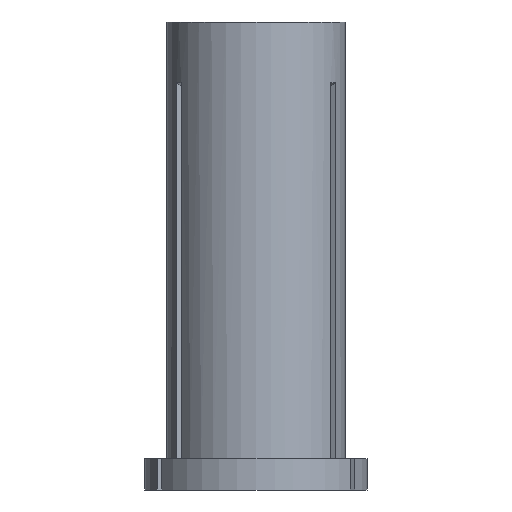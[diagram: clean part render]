
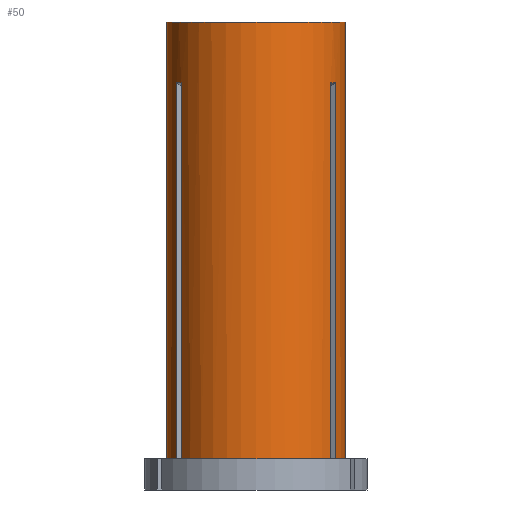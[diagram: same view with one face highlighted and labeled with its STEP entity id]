
A CAD part, front view. The second image highlights one B-rep face of the part: STEP entity #50.
In plain terms, the highlighted cylindrical face has radius 10 mm (diameter 20 mm), a partial arc.
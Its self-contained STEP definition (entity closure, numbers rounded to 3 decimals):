
#5 = CARTESIAN_POINT ( 'NONE',  ( 8.823, -4.709, -6.812 ) ) ;
#8 = ORIENTED_EDGE ( 'NONE', *, *, #972, .T. ) ;
#13 = EDGE_CURVE ( 'NONE', #602, #132, #816, .T. ) ;
#39 = DIRECTION ( 'NONE',  ( 0., 0., 1. ) ) ;
#50 = ADVANCED_FACE ( 'NONE', ( #932 ), #1058, .T. ) ;
#52 = EDGE_CURVE ( 'NONE', #583, #1006, #1012, .T. ) ;
#53 = AXIS2_PLACEMENT_3D ( 'NONE', #908, #39, #423 ) ;
#55 = CARTESIAN_POINT ( 'NONE',  ( 8.899, -4.561, -6.817 ) ) ;
#91 = ORIENTED_EDGE ( 'NONE', *, *, #13, .T. ) ;
#99 = VECTOR ( 'NONE', #956, 1000. ) ;
#103 = AXIS2_PLACEMENT_3D ( 'NONE', #847, #229, #765 ) ;
#104 = CARTESIAN_POINT ( 'NONE',  ( 0., 0., -49. ) ) ;
#132 = VERTEX_POINT ( 'NONE', #676 ) ;
#168 = CARTESIAN_POINT ( 'NONE',  ( 8.399, -5.427, -6.817 ) ) ;
#171 = CARTESIAN_POINT ( 'NONE',  ( -10., 0., -49. ) ) ;
#186 = CIRCLE ( 'NONE', #301, 10. ) ;
#192 = CARTESIAN_POINT ( 'NONE',  ( 0., 0., -49. ) ) ;
#215 = CARTESIAN_POINT ( 'NONE',  ( 8.899, -4.561, -6.817 ) ) ;
#224 = ORIENTED_EDGE ( 'NONE', *, *, #983, .T. ) ;
#227 = CARTESIAN_POINT ( 'NONE',  ( 8.399, -5.427, 0. ) ) ;
#229 = DIRECTION ( 'NONE',  ( 0., 0., 1. ) ) ;
#243 = LINE ( 'NONE', #1038, #390 ) ;
#248 = CARTESIAN_POINT ( 'NONE',  ( -10., 0., 0. ) ) ;
#277 = AXIS2_PLACEMENT_3D ( 'NONE', #104, #558, #836 ) ;
#298 = AXIS2_PLACEMENT_3D ( 'NONE', #192, #1014, #819 ) ;
#301 = AXIS2_PLACEMENT_3D ( 'NONE', #353, #456, #447 ) ;
#329 = CARTESIAN_POINT ( 'NONE',  ( -8.899, -4.561, -6.817 ) ) ;
#331 = EDGE_CURVE ( 'NONE', #895, #640, #243, .T. ) ;
#341 = CARTESIAN_POINT ( 'NONE',  ( -8.399, -5.427, -49. ) ) ;
#344 = DIRECTION ( 'NONE',  ( 0., 0., 1. ) ) ;
#353 = CARTESIAN_POINT ( 'NONE',  ( 0., 0., 0. ) ) ;
#364 = ORIENTED_EDGE ( 'NONE', *, *, #52, .T. ) ;
#367 = DIRECTION ( 'NONE',  ( 0., 0., 1. ) ) ;
#390 = VECTOR ( 'NONE', #1051, 1000. ) ;
#393 = CARTESIAN_POINT ( 'NONE',  ( -8.49, -5.286, -6.812 ) ) ;
#396 = ORIENTED_EDGE ( 'NONE', *, *, #892, .F. ) ;
#423 = DIRECTION ( 'NONE',  ( 1., 0., 0. ) ) ;
#447 = DIRECTION ( 'NONE',  ( 1., 0., 0. ) ) ;
#451 = CARTESIAN_POINT ( 'NONE',  ( -8.899, -4.561, 0. ) ) ;
#456 = DIRECTION ( 'NONE',  ( 0., 0., 1. ) ) ;
#461 = VERTEX_POINT ( 'NONE', #758 ) ;
#466 = CIRCLE ( 'NONE', #298, 10. ) ;
#475 = ORIENTED_EDGE ( 'NONE', *, *, #1073, .T. ) ;
#484 = LINE ( 'NONE', #451, #546 ) ;
#496 = VERTEX_POINT ( 'NONE', #341 ) ;
#504 = LINE ( 'NONE', #1035, #99 ) ;
#508 = LINE ( 'NONE', #732, #551 ) ;
#546 = VECTOR ( 'NONE', #1069, 1000. ) ;
#547 = CARTESIAN_POINT ( 'NONE',  ( 8.664, -5.002, -6.806 ) ) ;
#551 = VECTOR ( 'NONE', #344, 1000. ) ;
#558 = DIRECTION ( 'NONE',  ( 0., 0., 1. ) ) ;
#562 = CARTESIAN_POINT ( 'NONE',  ( 8.49, -5.287, -6.812 ) ) ;
#564 = ORIENTED_EDGE ( 'NONE', *, *, #960, .F. ) ;
#575 = VECTOR ( 'NONE', #367, 1000. ) ;
#578 = CARTESIAN_POINT ( 'NONE',  ( -8.399, -5.427, -6.817 ) ) ;
#583 = VERTEX_POINT ( 'NONE', #669 ) ;
#589 = LINE ( 'NONE', #227, #575 ) ;
#602 = VERTEX_POINT ( 'NONE', #866 ) ;
#638 = ORIENTED_EDGE ( 'NONE', *, *, #1028, .T. ) ;
#640 = VERTEX_POINT ( 'NONE', #55 ) ;
#642 = ORIENTED_EDGE ( 'NONE', *, *, #331, .F. ) ;
#644 = VERTEX_POINT ( 'NONE', #898 ) ;
#665 = CARTESIAN_POINT ( 'NONE',  ( -8.824, -4.708, -6.812 ) ) ;
#667 = VERTEX_POINT ( 'NONE', #248 ) ;
#669 = CARTESIAN_POINT ( 'NONE',  ( -8.899, -4.561, -6.817 ) ) ;
#676 = CARTESIAN_POINT ( 'NONE',  ( 10., 0., 0. ) ) ;
#679 = DIRECTION ( 'NONE',  ( 0., 0., 1. ) ) ;
#682 = VERTEX_POINT ( 'NONE', #171 ) ;
#683 = ORIENTED_EDGE ( 'NONE', *, *, #921, .F. ) ;
#684 = EDGE_LOOP ( 'NONE', ( #396, #638, #224, #364, #564, #750, #475, #8, #642, #1090, #91, #683 ) ) ;
#695 = CARTESIAN_POINT ( 'NONE',  ( 8.899, -4.561, -49. ) ) ;
#725 = CIRCLE ( 'NONE', #277, 10. ) ;
#732 = CARTESIAN_POINT ( 'NONE',  ( -10., 0., 0. ) ) ;
#739 = VERTEX_POINT ( 'NONE', #813 ) ;
#750 = ORIENTED_EDGE ( 'NONE', *, *, #760, .T. ) ;
#758 = CARTESIAN_POINT ( 'NONE',  ( 8.399, -5.427, -49. ) ) ;
#760 = EDGE_CURVE ( 'NONE', #496, #461, #466, .T. ) ;
#765 = DIRECTION ( 'NONE',  ( 1., 0., 0. ) ) ;
#813 = CARTESIAN_POINT ( 'NONE',  ( 8.399, -5.427, -6.817 ) ) ;
#816 = LINE ( 'NONE', #850, #1019 ) ;
#819 = DIRECTION ( 'NONE',  ( 1., 0., 0. ) ) ;
#836 = DIRECTION ( 'NONE',  ( 1., 0., 0. ) ) ;
#847 = CARTESIAN_POINT ( 'NONE',  ( 0., 0., 0. ) ) ;
#850 = CARTESIAN_POINT ( 'NONE',  ( 10., 0., 0. ) ) ;
#856 = CARTESIAN_POINT ( 'NONE',  ( -8.744, -4.854, -6.809 ) ) ;
#866 = CARTESIAN_POINT ( 'NONE',  ( 10., 0., -49. ) ) ;
#892 = EDGE_CURVE ( 'NONE', #682, #667, #508, .T. ) ;
#895 = VERTEX_POINT ( 'NONE', #695 ) ;
#898 = CARTESIAN_POINT ( 'NONE',  ( -8.899, -4.561, -49. ) ) ;
#908 = CARTESIAN_POINT ( 'NONE',  ( 0., 0., -49. ) ) ;
#912 = B_SPLINE_CURVE_WITH_KNOTS ( 'NONE', 3,
 ( #168, #562, #547, #5, #215 ),
 .UNSPECIFIED., .F., .F.,
 ( 4, 1, 4 ),
 ( 0.064, 0.065, 0.065 ),
 .UNSPECIFIED. ) ;
#921 = EDGE_CURVE ( 'NONE', #667, #132, #186, .T. ) ;
#932 = FACE_OUTER_BOUND ( 'NONE', #684, .T. ) ;
#938 = EDGE_CURVE ( 'NONE', #895, #602, #985, .T. ) ;
#946 = CARTESIAN_POINT ( 'NONE',  ( -8.578, -5.143, -6.809 ) ) ;
#956 = DIRECTION ( 'NONE',  ( 0., 0., 1. ) ) ;
#960 = EDGE_CURVE ( 'NONE', #496, #1006, #504, .T. ) ;
#972 = EDGE_CURVE ( 'NONE', #739, #640, #912, .T. ) ;
#983 = EDGE_CURVE ( 'NONE', #644, #583, #484, .T. ) ;
#985 = CIRCLE ( 'NONE', #53, 10. ) ;
#1006 = VERTEX_POINT ( 'NONE', #1031 ) ;
#1012 = B_SPLINE_CURVE_WITH_KNOTS ( 'NONE', 3,
 ( #329, #665, #856, #946, #393, #578 ),
 .UNSPECIFIED., .F., .F.,
 ( 4, 2, 4 ),
 ( 0.059, 0.059, 0.06 ),
 .UNSPECIFIED. ) ;
#1014 = DIRECTION ( 'NONE',  ( 0., 0., 1. ) ) ;
#1019 = VECTOR ( 'NONE', #679, 1000. ) ;
#1028 = EDGE_CURVE ( 'NONE', #682, #644, #725, .T. ) ;
#1031 = CARTESIAN_POINT ( 'NONE',  ( -8.399, -5.427, -6.817 ) ) ;
#1035 = CARTESIAN_POINT ( 'NONE',  ( -8.399, -5.427, 0. ) ) ;
#1038 = CARTESIAN_POINT ( 'NONE',  ( 8.899, -4.561, 0. ) ) ;
#1051 = DIRECTION ( 'NONE',  ( 0., 0., 1. ) ) ;
#1058 = CYLINDRICAL_SURFACE ( 'NONE', #103, 10. ) ;
#1069 = DIRECTION ( 'NONE',  ( 0., 0., 1. ) ) ;
#1073 = EDGE_CURVE ( 'NONE', #461, #739, #589, .T. ) ;
#1090 = ORIENTED_EDGE ( 'NONE', *, *, #938, .T. ) ;
